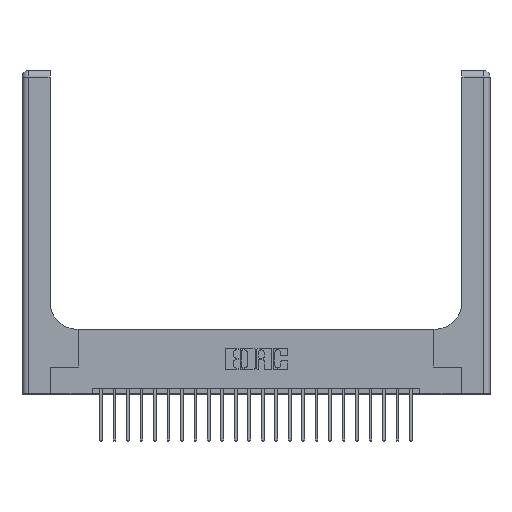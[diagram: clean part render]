
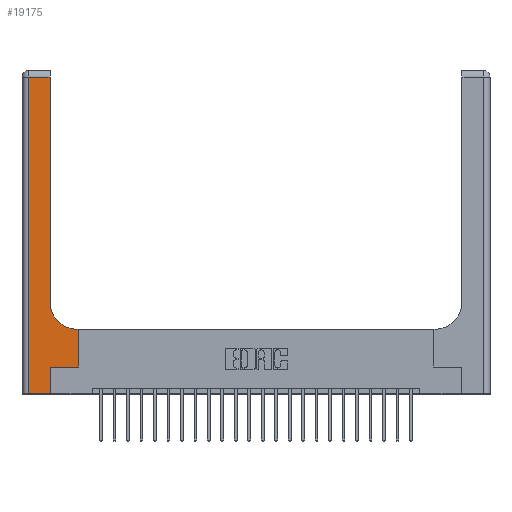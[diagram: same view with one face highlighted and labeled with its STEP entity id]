
A CAD part, top view. The second image highlights one B-rep face of the part: STEP entity #19175.
In plain terms, the highlighted planar face has unit normal (0, 0, 1).
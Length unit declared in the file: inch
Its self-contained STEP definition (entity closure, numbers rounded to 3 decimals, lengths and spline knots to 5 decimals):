
#118 = ORIENTED_EDGE ( 'NONE', *, *, #9405, .T. ) ;
#750 = CARTESIAN_POINT ( 'NONE',  ( 0.26, 2.94, 0.37 ) ) ;
#1035 = PLANE ( 'NONE',  #13503 ) ;
#1113 = DIRECTION ( 'NONE',  ( -1., 0., 0. ) ) ;
#1133 = LINE ( 'NONE', #19130, #9597 ) ;
#1683 = CARTESIAN_POINT ( 'NONE',  ( 0.26, 0.6, 0.37 ) ) ;
#1982 = ORIENTED_EDGE ( 'NONE', *, *, #13412, .T. ) ;
#2134 = DIRECTION ( 'NONE',  ( 0., -1., 0. ) ) ;
#2217 = VECTOR ( 'NONE', #7808, 39.37008 ) ;
#2416 = VECTOR ( 'NONE', #8675, 39.37008 ) ;
#2434 = CARTESIAN_POINT ( 'NONE',  ( 0., 2.94, 0.37 ) ) ;
#2592 = EDGE_CURVE ( 'NONE', #11968, #9713, #20727, .T. ) ;
#2597 = CARTESIAN_POINT ( 'NONE',  ( 0.528, 0.25, 0.37 ) ) ;
#2615 = LINE ( 'NONE', #8181, #2891 ) ;
#2869 = CARTESIAN_POINT ( 'NONE',  ( 0.528, 0.25, 0.37 ) ) ;
#2891 = VECTOR ( 'NONE', #18857, 39.37008 ) ;
#3460 = VERTEX_POINT ( 'NONE', #15650 ) ;
#3467 = VECTOR ( 'NONE', #17888, 39.37008 ) ;
#3976 = EDGE_CURVE ( 'NONE', #3460, #12396, #19078, .T. ) ;
#3985 = CARTESIAN_POINT ( 'NONE',  ( 0.06, 3., 0.37 ) ) ;
#4285 = CARTESIAN_POINT ( 'NONE',  ( 0.265, 0., 0.37 ) ) ;
#4463 = ORIENTED_EDGE ( 'NONE', *, *, #4717, .T. ) ;
#4717 = EDGE_CURVE ( 'NONE', #8727, #3460, #9272, .T. ) ;
#4995 = CARTESIAN_POINT ( 'NONE',  ( 0.528, 0.6, 0.37 ) ) ;
#6440 = DIRECTION ( 'NONE',  ( 0., 1., 0. ) ) ;
#6572 = ORIENTED_EDGE ( 'NONE', *, *, #9830, .T. ) ;
#7022 = AXIS2_PLACEMENT_3D ( 'NONE', #15913, #19503, #19672 ) ;
#7028 = VECTOR ( 'NONE', #2134, 39.37008 ) ;
#7164 = CARTESIAN_POINT ( 'NONE',  ( 0., 0., 0.37 ) ) ;
#7750 = ORIENTED_EDGE ( 'NONE', *, *, #14342, .T. ) ;
#7808 = DIRECTION ( 'NONE',  ( -1., 0., 0. ) ) ;
#7952 = VERTEX_POINT ( 'NONE', #13146 ) ;
#8181 = CARTESIAN_POINT ( 'NONE',  ( 0.265, 0.25, 0.37 ) ) ;
#8230 = LINE ( 'NONE', #2869, #21755 ) ;
#8310 = VERTEX_POINT ( 'NONE', #11287 ) ;
#8495 = ORIENTED_EDGE ( 'NONE', *, *, #3976, .T. ) ;
#8675 = DIRECTION ( 'NONE',  ( 0., 1., 0. ) ) ;
#8727 = VERTEX_POINT ( 'NONE', #4995 ) ;
#9272 = LINE ( 'NONE', #1683, #2217 ) ;
#9405 = EDGE_CURVE ( 'NONE', #7952, #8310, #9621, .T. ) ;
#9597 = VECTOR ( 'NONE', #14188, 39.37008 ) ;
#9621 = LINE ( 'NONE', #3985, #7028 ) ;
#9713 = VERTEX_POINT ( 'NONE', #11286 ) ;
#9830 = EDGE_CURVE ( 'NONE', #12396, #11182, #1133, .T. ) ;
#11182 = VERTEX_POINT ( 'NONE', #750 ) ;
#11286 = CARTESIAN_POINT ( 'NONE',  ( 0.265, 0.25, 0.37 ) ) ;
#11287 = CARTESIAN_POINT ( 'NONE',  ( 0.06, 0., 0.37 ) ) ;
#11968 = VERTEX_POINT ( 'NONE', #4285 ) ;
#12396 = VERTEX_POINT ( 'NONE', #13023 ) ;
#13023 = CARTESIAN_POINT ( 'NONE',  ( 0.26, 0.85, 0.37 ) ) ;
#13051 = LINE ( 'NONE', #7164, #3467 ) ;
#13146 = CARTESIAN_POINT ( 'NONE',  ( 0.06, 2.94, 0.37 ) ) ;
#13412 = EDGE_CURVE ( 'NONE', #11182, #7952, #22916, .T. ) ;
#13503 = AXIS2_PLACEMENT_3D ( 'NONE', #13524, #22426, #1113 ) ;
#13524 = CARTESIAN_POINT ( 'NONE',  ( 0., 3., 0.37 ) ) ;
#13874 = EDGE_CURVE ( 'NONE', #8310, #11968, #13051, .T. ) ;
#14003 = CARTESIAN_POINT ( 'NONE',  ( 0.265, 0., 0.37 ) ) ;
#14188 = DIRECTION ( 'NONE',  ( 0., 1., 0. ) ) ;
#14342 = EDGE_CURVE ( 'NONE', #9713, #14368, #2615, .T. ) ;
#14368 = VERTEX_POINT ( 'NONE', #2597 ) ;
#15650 = CARTESIAN_POINT ( 'NONE',  ( 0.51, 0.6, 0.37 ) ) ;
#15913 = CARTESIAN_POINT ( 'NONE',  ( 0.51, 0.85, 0.37 ) ) ;
#15957 = ORIENTED_EDGE ( 'NONE', *, *, #2592, .T. ) ;
#16353 = ORIENTED_EDGE ( 'NONE', *, *, #13874, .T. ) ;
#17888 = DIRECTION ( 'NONE',  ( 1., 0., 0. ) ) ;
#18626 = EDGE_CURVE ( 'NONE', #14368, #8727, #8230, .T. ) ;
#18857 = DIRECTION ( 'NONE',  ( 1., 0., 0. ) ) ;
#19078 = CIRCLE ( 'NONE', #7022, 0.25 ) ;
#19130 = CARTESIAN_POINT ( 'NONE',  ( 0.26, 3., 0.37 ) ) ;
#19153 = FACE_OUTER_BOUND ( 'NONE', #21447, .T. ) ;
#19175 = ADVANCED_FACE ( 'NONE', ( #19153 ), #1035, .F. ) ;
#19503 = DIRECTION ( 'NONE',  ( 0., 0., -1. ) ) ;
#19672 = DIRECTION ( 'NONE',  ( 1., 0., 0. ) ) ;
#20591 = ORIENTED_EDGE ( 'NONE', *, *, #18626, .T. ) ;
#20727 = LINE ( 'NONE', #14003, #2416 ) ;
#20757 = DIRECTION ( 'NONE',  ( -1., 0., 0. ) ) ;
#21447 = EDGE_LOOP ( 'NONE', ( #6572, #1982, #118, #16353, #15957, #7750, #20591, #4463, #8495 ) ) ;
#21755 = VECTOR ( 'NONE', #6440, 39.37008 ) ;
#22426 = DIRECTION ( 'NONE',  ( 0., 0., -1. ) ) ;
#22916 = LINE ( 'NONE', #2434, #23211 ) ;
#23211 = VECTOR ( 'NONE', #20757, 39.37008 ) ;
